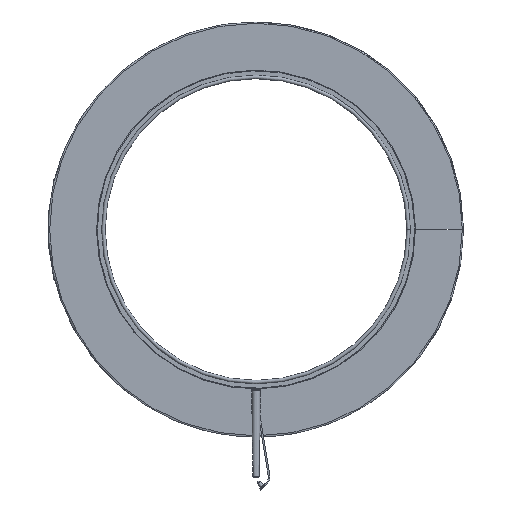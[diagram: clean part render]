
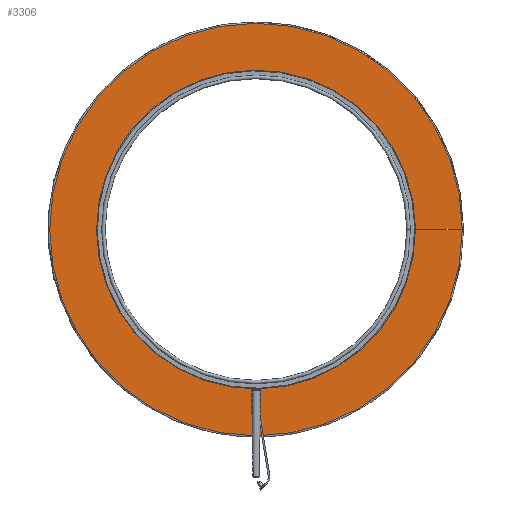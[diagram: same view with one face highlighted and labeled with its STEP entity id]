
A CAD part, front view. The second image highlights one B-rep face of the part: STEP entity #3306.
In plain terms, the highlighted planar face has unit normal (0, -1, 0).
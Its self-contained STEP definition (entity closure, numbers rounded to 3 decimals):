
#195=PLANE('',#3619);
#334=FACE_OUTER_BOUND('',#552,.T.);
#552=EDGE_LOOP('',(#2453,#2454,#2455,#2456));
#788=LINE('',#5380,#1008);
#849=LINE('',#5559,#1069);
#1008=VECTOR('',#4048,38.);
#1069=VECTOR('',#4233,38.);
#1271=CIRCLE('',#3618,129.);
#1272=CIRCLE('',#3620,167.);
#1445=VERTEX_POINT('',#5372);
#1447=VERTEX_POINT('',#5378);
#1501=VERTEX_POINT('',#5551);
#1503=VERTEX_POINT('',#5557);
#1743=EDGE_CURVE('',#1445,#1447,#788,.T.);
#1834=EDGE_CURVE('',#1503,#1501,#849,.T.);
#1878=EDGE_CURVE('',#1503,#1445,#1271,.T.);
#1879=EDGE_CURVE('',#1501,#1447,#1272,.T.);
#2453=ORIENTED_EDGE('',*,*,#1743,.T.);
#2454=ORIENTED_EDGE('',*,*,#1879,.F.);
#2455=ORIENTED_EDGE('',*,*,#1834,.F.);
#2456=ORIENTED_EDGE('',*,*,#1878,.T.);
#3306=ADVANCED_FACE('',(#334),#195,.T.);
#3618=AXIS2_PLACEMENT_3D('',#5645,#4342,#4343);
#3619=AXIS2_PLACEMENT_3D('',#5646,#4344,#4345);
#3620=AXIS2_PLACEMENT_3D('',#5647,#4346,#4347);
#4048=DIRECTION('',(1.,0.,0.002));
#4233=DIRECTION('',(1.,0.,0.));
#4342=DIRECTION('center_axis',(0.,1.,0.));
#4343=DIRECTION('ref_axis',(1.,0.,0.));
#4344=DIRECTION('center_axis',(0.,-1.,0.));
#4345=DIRECTION('ref_axis',(0.,0.,-1.));
#4346=DIRECTION('center_axis',(0.,1.,0.));
#4347=DIRECTION('ref_axis',(1.,0.,0.));
#5372=CARTESIAN_POINT('',(129.,62.,0.225));
#5378=CARTESIAN_POINT('',(167.,62.,0.291));
#5380=CARTESIAN_POINT('',(129.,62.,0.225));
#5551=CARTESIAN_POINT('',(167.,62.,0.));
#5557=CARTESIAN_POINT('',(129.,62.,0.));
#5559=CARTESIAN_POINT('',(129.,62.,0.));
#5645=CARTESIAN_POINT('Origin',(0.,62.,0.));
#5646=CARTESIAN_POINT('Origin',(129.,62.,0.225));
#5647=CARTESIAN_POINT('Origin',(0.,62.,0.));
